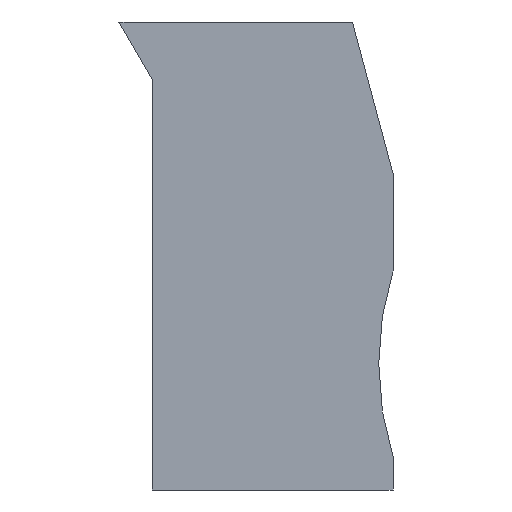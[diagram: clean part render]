
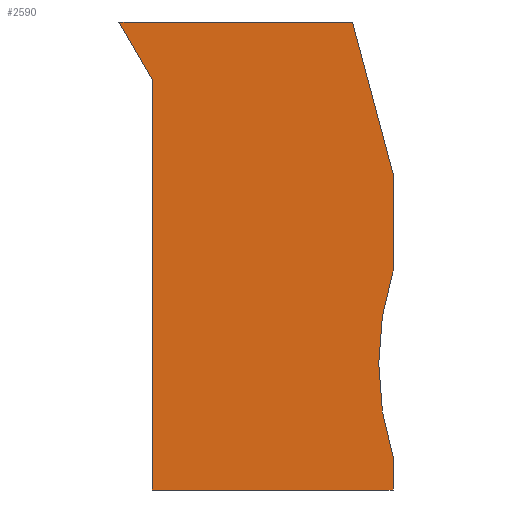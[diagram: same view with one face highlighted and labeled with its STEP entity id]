
A CAD part, left-side view. The second image highlights one B-rep face of the part: STEP entity #2590.
In plain terms, the highlighted face is planar.
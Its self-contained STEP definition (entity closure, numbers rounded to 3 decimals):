
#120=CARTESIAN_POINT('',(-22.518,-11.942,53.17));
#130=VERTEX_POINT('',#120);
#160=CARTESIAN_POINT('',(-22.518,-66.07,53.17));
#170=DIRECTION('',(0.,-1.,0.));
#180=VECTOR('',#170,1.);
#190=LINE('',#160,#180);
#200=CARTESIAN_POINT('',(-22.518,-31.8,53.17));
#210=VERTEX_POINT('',#200);
#220=EDGE_CURVE('',#130,#210,#190,.T.);
#1240=CARTESIAN_POINT('',(-47.459,-66.07,53.17));
#1250=DIRECTION('',(0.259,0.966,0.));
#1260=VECTOR('',#1250,1.);
#1270=LINE('',#1240,#1260);
#1280=CARTESIAN_POINT('',(-34.168,-16.466,53.17));
#1290=VERTEX_POINT('',#1280);
#1300=CARTESIAN_POINT('',(-32.208,-9.15,53.17));
#1310=VERTEX_POINT('',#1300);
#1320=EDGE_CURVE('',#1290,#1310,#1270,.T.);
#1620=CARTESIAN_POINT('',(-10.127,-31.8,53.17));
#1630=DIRECTION('',(1.,0.,0.));
#1640=VECTOR('',#1630,1.);
#1650=LINE('',#1620,#1640);
#1660=CARTESIAN_POINT('',(-34.168,-31.8,53.17));
#1670=VERTEX_POINT('',#1660);
#1680=EDGE_CURVE('',#1670,#210,#1650,.T.);
#1950=CARTESIAN_POINT('',(-10.127,-9.15,53.17));
#1960=DIRECTION('',(1.,0.,0.));
#1970=VECTOR('',#1960,1.);
#1980=LINE('',#1950,#1970);
#1990=CARTESIAN_POINT('',(-20.906,-9.15,53.17));
#2000=VERTEX_POINT('',#1990);
#2010=EDGE_CURVE('',#1310,#2000,#1980,.T.);
#2190=CARTESIAN_POINT('',(-25.356,-17.588,53.17));
#2200=DIRECTION('',(0.,0.,-1.));
#2210=DIRECTION('',(-1.,0.,0.));
#2220=AXIS2_PLACEMENT_3D('',#2190,#2200,#2210);
#2230=PLANE('',#2220);
#2240=ORIENTED_EDGE('',*,*,#2010,.T.);
#2250=ORIENTED_EDGE('',*,*,#1320,.T.);
#2260=CARTESIAN_POINT('',(-34.168,-66.07,53.17));
#2270=DIRECTION('',(0.,1.,0.));
#2280=VECTOR('',#2270,1.);
#2290=LINE('',#2260,#2280);
#2300=CARTESIAN_POINT('',(-34.168,-21.2,53.17));
#2310=VERTEX_POINT('',#2300);
#2320=EDGE_CURVE('',#2310,#1290,#2290,.T.);
#2330=ORIENTED_EDGE('',*,*,#2320,.T.);
#2340=CARTESIAN_POINT('',(-48.477,-25.7,53.17));
#2350=DIRECTION('',(0.,0.,1.));
#2360=DIRECTION('',(1.,0.,0.));
#2370=AXIS2_PLACEMENT_3D('',#2340,#2350,#2360);
#2380=CIRCLE('',#2370,15.);
#2390=CARTESIAN_POINT('',(-34.168,-30.2,53.17));
#2400=VERTEX_POINT('',#2390);
#2410=EDGE_CURVE('',#2400,#2310,#2380,.T.);
#2420=ORIENTED_EDGE('',*,*,#2410,.T.);
#2430=CARTESIAN_POINT('',(-34.168,-66.07,53.17));
#2440=DIRECTION('',(0.,1.,0.));
#2450=VECTOR('',#2440,1.);
#2460=LINE('',#2430,#2450);
#2470=EDGE_CURVE('',#1670,#2400,#2460,.T.);
#2480=ORIENTED_EDGE('',*,*,#2470,.T.);
#2490=ORIENTED_EDGE('',*,*,#1680,.F.);
#2500=ORIENTED_EDGE('',*,*,#220,.T.);
#2510=CARTESIAN_POINT('',(-22.626,-12.13,53.17));
#2520=DIRECTION('',(-0.5,-0.866,0.));
#2530=VECTOR('',#2520,1.);
#2540=LINE('',#2510,#2530);
#2550=EDGE_CURVE('',#2000,#130,#2540,.T.);
#2560=ORIENTED_EDGE('',*,*,#2550,.T.);
#2570=EDGE_LOOP('',(#2560,#2500,#2490,#2480,#2420,#2330,#2250,#2240));
#2580=FACE_OUTER_BOUND('',#2570,.T.);
#2590=ADVANCED_FACE('',(#2580),#2230,.T.);
